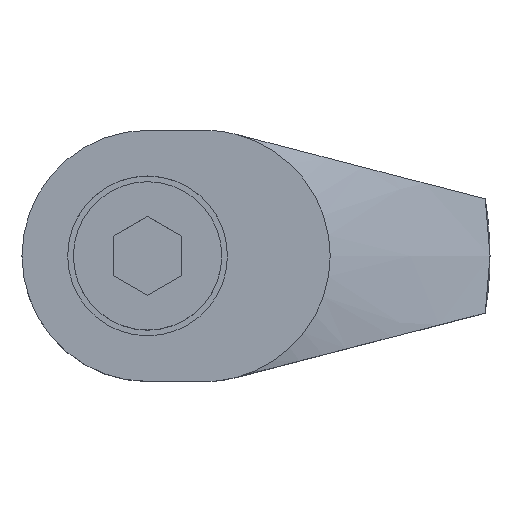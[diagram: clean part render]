
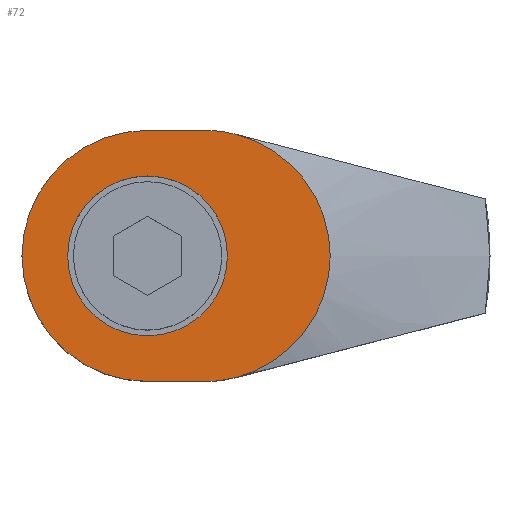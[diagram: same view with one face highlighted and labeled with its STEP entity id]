
A CAD part, top view. The second image highlights one B-rep face of the part: STEP entity #72.
In plain terms, the highlighted planar face has unit normal (0, 0, 1).
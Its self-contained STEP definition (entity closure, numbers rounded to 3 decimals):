
#9 = CARTESIAN_POINT ( 'NONE',  ( 0., 11., 35. ) ) ;
#17 = VERTEX_POINT ( 'NONE', #1319 ) ;
#45 = DIRECTION ( 'NONE',  ( 1., 0., 0. ) ) ;
#56 = CARTESIAN_POINT ( 'NONE',  ( 0., 0., 35. ) ) ;
#72 = ADVANCED_FACE ( 'NONE', ( #1312, #393 ), #750, .T. ) ;
#76 = AXIS2_PLACEMENT_3D ( 'NONE', #530, #298, #730 ) ;
#99 = EDGE_CURVE ( 'NONE', #17, #968, #837, .T. ) ;
#101 = CARTESIAN_POINT ( 'NONE',  ( 7.756, -10.649, 35. ) ) ;
#103 = LINE ( 'NONE', #808, #1293 ) ;
#113 = AXIS2_PLACEMENT_3D ( 'NONE', #1330, #1004, #315 ) ;
#151 = CARTESIAN_POINT ( 'NONE',  ( -7., 0., 35. ) ) ;
#180 = ORIENTED_EDGE ( 'NONE', *, *, #1391, .T. ) ;
#247 = EDGE_CURVE ( 'NONE', #1040, #299, #476, .T. ) ;
#269 = DIRECTION ( 'NONE',  ( 0., 0., 1. ) ) ;
#273 = DIRECTION ( 'NONE',  ( 1., 0., 0. ) ) ;
#279 = ORIENTED_EDGE ( 'NONE', *, *, #99, .F. ) ;
#298 = DIRECTION ( 'NONE',  ( 0., 0., 1. ) ) ;
#299 = VERTEX_POINT ( 'NONE', #329 ) ;
#304 = DIRECTION ( 'NONE',  ( 0., 0., 1. ) ) ;
#309 = AXIS2_PLACEMENT_3D ( 'NONE', #1398, #1188, #1075 ) ;
#315 = DIRECTION ( 'NONE',  ( 1., 0., 0. ) ) ;
#326 = AXIS2_PLACEMENT_3D ( 'NONE', #1303, #1325, #1215 ) ;
#329 = CARTESIAN_POINT ( 'NONE',  ( -11., 0., 35. ) ) ;
#353 = AXIS2_PLACEMENT_3D ( 'NONE', #56, #521, #45 ) ;
#355 = CIRCLE ( 'NONE', #309, 11. ) ;
#366 = DIRECTION ( 'NONE',  ( 0., 0., 1. ) ) ;
#368 = VERTEX_POINT ( 'NONE', #454 ) ;
#393 = FACE_BOUND ( 'NONE', #800, .T. ) ;
#411 = ORIENTED_EDGE ( 'NONE', *, *, #813, .T. ) ;
#421 = ORIENTED_EDGE ( 'NONE', *, *, #1341, .T. ) ;
#454 = CARTESIAN_POINT ( 'NONE',  ( 5., -11., 35. ) ) ;
#458 = AXIS2_PLACEMENT_3D ( 'NONE', #497, #269, #510 ) ;
#462 = ORIENTED_EDGE ( 'NONE', *, *, #1431, .T. ) ;
#471 = EDGE_CURVE ( 'NONE', #968, #17, #1223, .T. ) ;
#476 = CIRCLE ( 'NONE', #113, 11. ) ;
#497 = CARTESIAN_POINT ( 'NONE',  ( 5., 0., 35. ) ) ;
#510 = DIRECTION ( 'NONE',  ( 1., 0., 0. ) ) ;
#521 = DIRECTION ( 'NONE',  ( 0., 0., 1. ) ) ;
#530 = CARTESIAN_POINT ( 'NONE',  ( 5., 0., 35. ) ) ;
#531 = EDGE_LOOP ( 'NONE', ( #180, #462, #668, #725, #1275, #411, #421 ) ) ;
#551 = CIRCLE ( 'NONE', #1382, 11. ) ;
#610 = CARTESIAN_POINT ( 'NONE',  ( 0., 0., 35. ) ) ;
#668 = ORIENTED_EDGE ( 'NONE', *, *, #773, .T. ) ;
#672 = AXIS2_PLACEMENT_3D ( 'NONE', #1329, #304, #769 ) ;
#696 = LINE ( 'NONE', #9, #1120 ) ;
#725 = ORIENTED_EDGE ( 'NONE', *, *, #247, .T. ) ;
#730 = DIRECTION ( 'NONE',  ( 1., 0., 0. ) ) ;
#748 = CARTESIAN_POINT ( 'NONE',  ( 7.756, 10.649, 35. ) ) ;
#750 = PLANE ( 'NONE',  #326 ) ;
#769 = DIRECTION ( 'NONE',  ( 1., 0., 0. ) ) ;
#773 = EDGE_CURVE ( 'NONE', #815, #1040, #696, .T. ) ;
#800 = EDGE_LOOP ( 'NONE', ( #279, #1140 ) ) ;
#808 = CARTESIAN_POINT ( 'NONE',  ( 0., -11., 35. ) ) ;
#813 = EDGE_CURVE ( 'NONE', #835, #368, #103, .T. ) ;
#815 = VERTEX_POINT ( 'NONE', #927 ) ;
#835 = VERTEX_POINT ( 'NONE', #1388 ) ;
#837 = CIRCLE ( 'NONE', #672, 7. ) ;
#916 = EDGE_CURVE ( 'NONE', #299, #835, #551, .T. ) ;
#926 = VERTEX_POINT ( 'NONE', #748 ) ;
#927 = CARTESIAN_POINT ( 'NONE',  ( 5., 11., 35. ) ) ;
#968 = VERTEX_POINT ( 'NONE', #151 ) ;
#1004 = DIRECTION ( 'NONE',  ( 0., 0., 1. ) ) ;
#1040 = VERTEX_POINT ( 'NONE', #1383 ) ;
#1075 = DIRECTION ( 'NONE',  ( 1., 0., 0. ) ) ;
#1120 = VECTOR ( 'NONE', #1134, 1000. ) ;
#1134 = DIRECTION ( 'NONE',  ( -1., 0., 0. ) ) ;
#1140 = ORIENTED_EDGE ( 'NONE', *, *, #471, .F. ) ;
#1150 = DIRECTION ( 'NONE',  ( 1., 0., 0. ) ) ;
#1160 = VERTEX_POINT ( 'NONE', #101 ) ;
#1188 = DIRECTION ( 'NONE',  ( 0., 0., 1. ) ) ;
#1215 = DIRECTION ( 'NONE',  ( 1., 0., 0. ) ) ;
#1223 = CIRCLE ( 'NONE', #353, 7. ) ;
#1224 = CIRCLE ( 'NONE', #458, 11. ) ;
#1225 = CIRCLE ( 'NONE', #76, 11. ) ;
#1275 = ORIENTED_EDGE ( 'NONE', *, *, #916, .T. ) ;
#1293 = VECTOR ( 'NONE', #1150, 1000. ) ;
#1303 = CARTESIAN_POINT ( 'NONE',  ( 0., 0., 35. ) ) ;
#1312 = FACE_OUTER_BOUND ( 'NONE', #531, .T. ) ;
#1319 = CARTESIAN_POINT ( 'NONE',  ( 7., 0., 35. ) ) ;
#1325 = DIRECTION ( 'NONE',  ( 0., 0., 1. ) ) ;
#1329 = CARTESIAN_POINT ( 'NONE',  ( 0., 0., 35. ) ) ;
#1330 = CARTESIAN_POINT ( 'NONE',  ( 0., 0., 35. ) ) ;
#1341 = EDGE_CURVE ( 'NONE', #368, #1160, #1225, .T. ) ;
#1382 = AXIS2_PLACEMENT_3D ( 'NONE', #610, #366, #273 ) ;
#1383 = CARTESIAN_POINT ( 'NONE',  ( 0., 11., 35. ) ) ;
#1388 = CARTESIAN_POINT ( 'NONE',  ( 0., -11., 35. ) ) ;
#1391 = EDGE_CURVE ( 'NONE', #1160, #926, #1224, .T. ) ;
#1398 = CARTESIAN_POINT ( 'NONE',  ( 5., 0., 35. ) ) ;
#1431 = EDGE_CURVE ( 'NONE', #926, #815, #355, .T. ) ;
